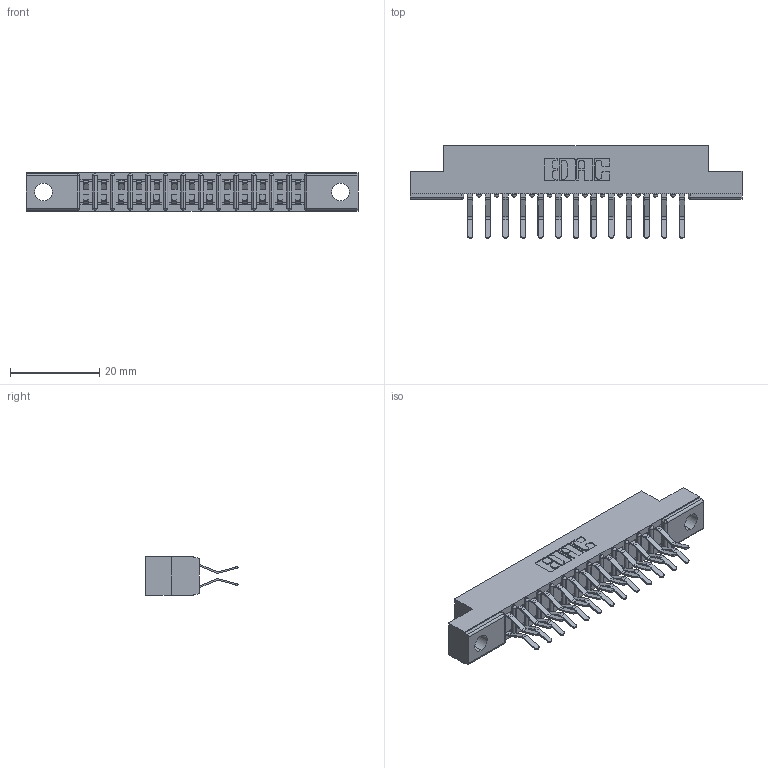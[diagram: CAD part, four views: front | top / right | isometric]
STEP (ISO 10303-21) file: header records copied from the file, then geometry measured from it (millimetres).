
FILE_DESCRIPTION (( 'STEP AP203' ), '1' );
FILE_NAME ('357-026-560-202.STEP', '2019-09-17T23:15:47', ( '' ), ( '' ), 'SwSTEP 2.0', 'SolidWorks 2016', '' );
FILE_SCHEMA (( 'CONFIG_CONTROL_DESIGN' ));
Length unit declared in the file: inch
Products named in the file (3): 307-290-001_560; 357-026-560-202; 307 Part_.128 Dia Mounting Holes
Assembly tree (27 placements, depth 2):
  357-026-560-202
    307 Part_.128 Dia Mounting Holes
    307-290-001_560  x26
Bounding box: 74.52 x 20.73 x 8.71 mm (x, y, z)
Volume: 4820.2 mm3; surface area: 8088 mm2
Topology: 27 solids, 27 shells, 1432 faces, 4015 edges, 2602 vertices
Faces by surface type: plane 928, cylinder 476, sphere 28
Entity records: 15242 total; most frequent: CARTESIAN_POINT 2501, ORIENTED_EDGE 2474, DIRECTION 2463, EDGE_CURVE 1237, VECTOR 935, LINE 935, VERTEX_POINT 802, AXIS2_PLACEMENT_3D 764
